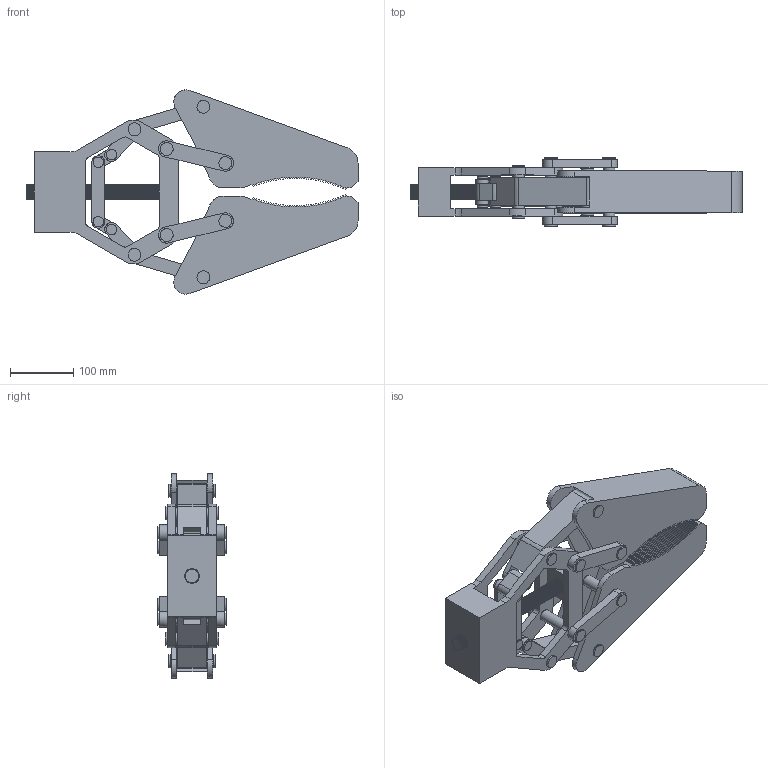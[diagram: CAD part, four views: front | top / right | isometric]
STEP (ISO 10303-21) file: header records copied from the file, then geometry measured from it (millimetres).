
FILE_DESCRIPTION(('FreeCAD Model'),'2;1');
FILE_NAME('Open CASCADE Shape Model','2025-04-17T15:45:43',('FreeCAD'),( 'FreeCAD'),'Open CASCADE STEP processor 7.6','FreeCAD','Unknown');
FILE_SCHEMA(('AUTOMOTIVE_DESIGN { 1 0 10303 214 1 1 1 1 }'));
Products named in the file (1): Open CASCADE STEP translator 7.6 1
Bounding box: 523.49 x 109.04 x 321.88 mm (x, y, z)
Volume: 4254122.2 mm3; surface area: 583241.6 mm2
Topology: 25 solids, 25 shells, 546 faces, 1445 edges, 972 vertices
Faces by surface type: bspline 546
Entity records: 34239 total; most frequent: CARTESIAN_POINT 25503, ORIENTED_EDGE 2890, EDGE_CURVE 1445, B_SPLINE_CURVE_WITH_KNOTS 1107, VERTEX_POINT 972, FACE_BOUND 661, EDGE_LOOP 661, ADVANCED_FACE 546
